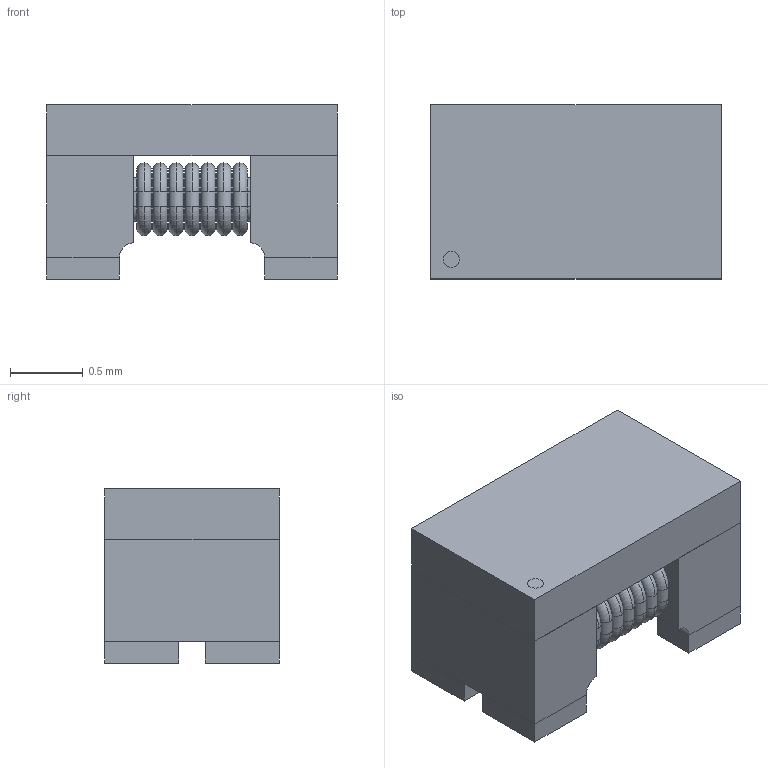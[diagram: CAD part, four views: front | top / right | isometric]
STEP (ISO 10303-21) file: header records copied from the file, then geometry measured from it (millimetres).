
FILE_DESCRIPTION (( 'STEP AP214' ), '1' );
FILE_NAME ('CMF2012.STEP', '2024-11-11T13:27:20', ( '' ), ( '' ), 'SwSTEP 2.0', 'SolidWorks 2021', '' );
FILE_SCHEMA (( 'AUTOMOTIVE_DESIGN' ));
Length unit declared in the file: millimetre
Products named in the file (1): CMF2012
Bounding box: 2 x 1.2 x 1.2 mm (x, y, z)
Volume: 2.3 mm3; surface area: 24.7 mm2
Topology: 13 solids, 13 shells, 171 faces, 412 edges, 256 vertices
Faces by surface type: cylinder 64, torus 56, plane 51
Entity records: 5483 total; most frequent: DIRECTION 996, CARTESIAN_POINT 840, ORIENTED_EDGE 824, EDGE_CURVE 412, AXIS2_PLACEMENT_3D 412, VERTEX_POINT 256, CIRCLE 240, EDGE_LOOP 174
